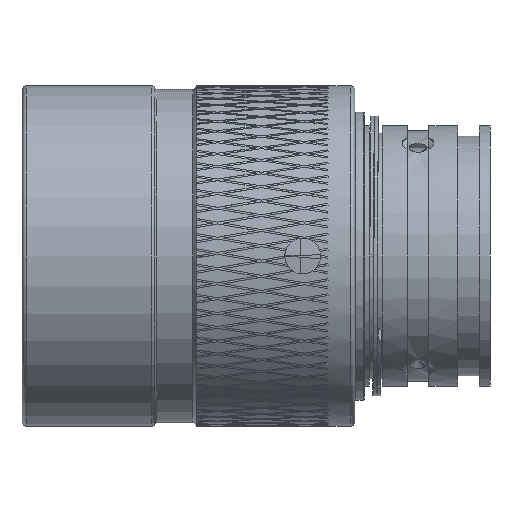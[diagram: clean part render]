
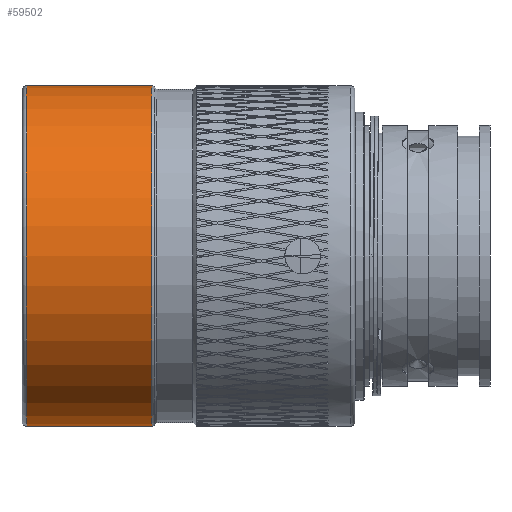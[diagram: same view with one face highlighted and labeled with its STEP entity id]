
A CAD part, front view. The second image highlights one B-rep face of the part: STEP entity #59502.
In plain terms, the highlighted cylindrical face has radius 18.9 mm (diameter 37.8 mm), a full revolution.
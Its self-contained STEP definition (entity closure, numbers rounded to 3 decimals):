
#4680=FACE_OUTER_BOUND('',#8119,.T.);
#8119=EDGE_LOOP('',(#44545,#44546,#44547,#44548,#44549,#44550,#44551));
#11518=CIRCLE('',#64418,18.9);
#11519=CIRCLE('',#64419,18.9);
#11524=CIRCLE('',#64426,18.9);
#11525=CIRCLE('',#64427,18.9);
#11526=CIRCLE('',#64428,18.9);
#18237=LINE('',#91660,#20577);
#20577=VECTOR('',#73796,18.9);
#23852=VERTEX_POINT('',#91640);
#23853=VERTEX_POINT('',#91642);
#23857=VERTEX_POINT('',#91655);
#23858=VERTEX_POINT('',#91656);
#23859=VERTEX_POINT('',#91658);
#31363=EDGE_CURVE('',#23852,#23853,#11518,.T.);
#31364=EDGE_CURVE('',#23853,#23852,#11519,.T.);
#31370=EDGE_CURVE('',#23857,#23858,#11524,.T.);
#31371=EDGE_CURVE('',#23859,#23857,#11525,.T.);
#31372=EDGE_CURVE('',#23859,#23853,#18237,.T.);
#31373=EDGE_CURVE('',#23858,#23859,#11526,.T.);
#44545=ORIENTED_EDGE('',*,*,#31370,.F.);
#44546=ORIENTED_EDGE('',*,*,#31371,.F.);
#44547=ORIENTED_EDGE('',*,*,#31372,.T.);
#44548=ORIENTED_EDGE('',*,*,#31363,.F.);
#44549=ORIENTED_EDGE('',*,*,#31364,.F.);
#44550=ORIENTED_EDGE('',*,*,#31372,.F.);
#44551=ORIENTED_EDGE('',*,*,#31373,.F.);
#54305=CYLINDRICAL_SURFACE('',#64425,18.9);
#59502=ADVANCED_FACE('',(#4680),#54305,.T.);
#64418=AXIS2_PLACEMENT_3D('',#91643,#73775,#73776);
#64419=AXIS2_PLACEMENT_3D('',#91644,#73777,#73778);
#64425=AXIS2_PLACEMENT_3D('',#91654,#73790,#73791);
#64426=AXIS2_PLACEMENT_3D('',#91657,#73792,#73793);
#64427=AXIS2_PLACEMENT_3D('',#91659,#73794,#73795);
#64428=AXIS2_PLACEMENT_3D('',#91661,#73797,#73798);
#73775=DIRECTION('center_axis',(1.,0.,0.));
#73776=DIRECTION('ref_axis',(0.,1.,0.));
#73777=DIRECTION('center_axis',(1.,0.,0.));
#73778=DIRECTION('ref_axis',(0.,1.,0.));
#73790=DIRECTION('center_axis',(-1.,0.,0.));
#73791=DIRECTION('ref_axis',(0.,1.,0.));
#73792=DIRECTION('center_axis',(-1.,0.,0.));
#73793=DIRECTION('ref_axis',(0.,-1.,0.));
#73794=DIRECTION('center_axis',(-1.,0.,0.));
#73795=DIRECTION('ref_axis',(0.,-1.,0.));
#73796=DIRECTION('',(1.,0.,0.));
#73797=DIRECTION('center_axis',(-1.,0.,0.));
#73798=DIRECTION('ref_axis',(0.,-1.,0.));
#91640=CARTESIAN_POINT('',(2.893,0.,18.9));
#91642=CARTESIAN_POINT('',(2.893,-18.9,0.));
#91643=CARTESIAN_POINT('Origin',(2.893,0.,0.));
#91644=CARTESIAN_POINT('Origin',(2.893,0.,0.));
#91654=CARTESIAN_POINT('Origin',(7.,0.,0.));
#91655=CARTESIAN_POINT('',(-11.,18.9,0.));
#91656=CARTESIAN_POINT('',(-11.,0.,-18.9));
#91657=CARTESIAN_POINT('Origin',(-11.,0.,0.));
#91658=CARTESIAN_POINT('',(-11.,-18.9,0.));
#91659=CARTESIAN_POINT('Origin',(-11.,0.,0.));
#91660=CARTESIAN_POINT('',(7.,-18.9,0.));
#91661=CARTESIAN_POINT('Origin',(-11.,0.,0.));
